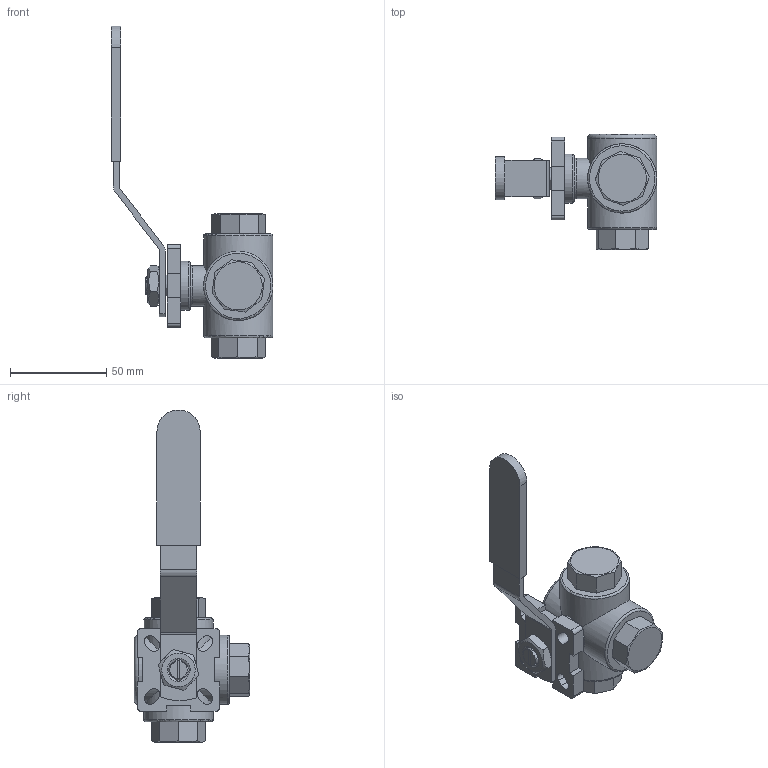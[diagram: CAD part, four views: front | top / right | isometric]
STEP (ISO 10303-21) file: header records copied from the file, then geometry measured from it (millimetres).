
FILE_DESCRIPTION(/* description */ (''),/* implementation_level */ '2;1');
FILE_NAME(/* name */ '204004.stp',/* time_stamp */ '2023-05-09T09:24:35+02:00',/* author */ ('M.CANAL'),/* organization */ (''),/* preprocessor_version */ 'ST-DEVELOPER v18.1',/* originating_system */ 'Autodesk Inventor 2021',/* authorisation */ '');
FILE_SCHEMA (('CONFIG_CONTROL_DESIGN'));
Length unit declared in the file: millimetre
Products named in the file (1): 204004
Bounding box: 84.09 x 60 x 172.69 mm (x, y, z)
Volume: 121850.4 mm3; surface area: 26760.5 mm2
Topology: 1 solids, 1 shells, 189 faces, 528 edges, 338 vertices
Faces by surface type: plane 116, cylinder 53, cone 11, torus 9
Full cylindrical faces by diameter (mm): 21 x1, 25.5 x1, 36 x4
Entity records: 6291 total; most frequent: CARTESIAN_POINT 1241, ORIENTED_EDGE 1056, DIRECTION 964, EDGE_CURVE 528, VERTEX_POINT 338, LINE 322, VECTOR 322, AXIS2_PLACEMENT_3D 321
